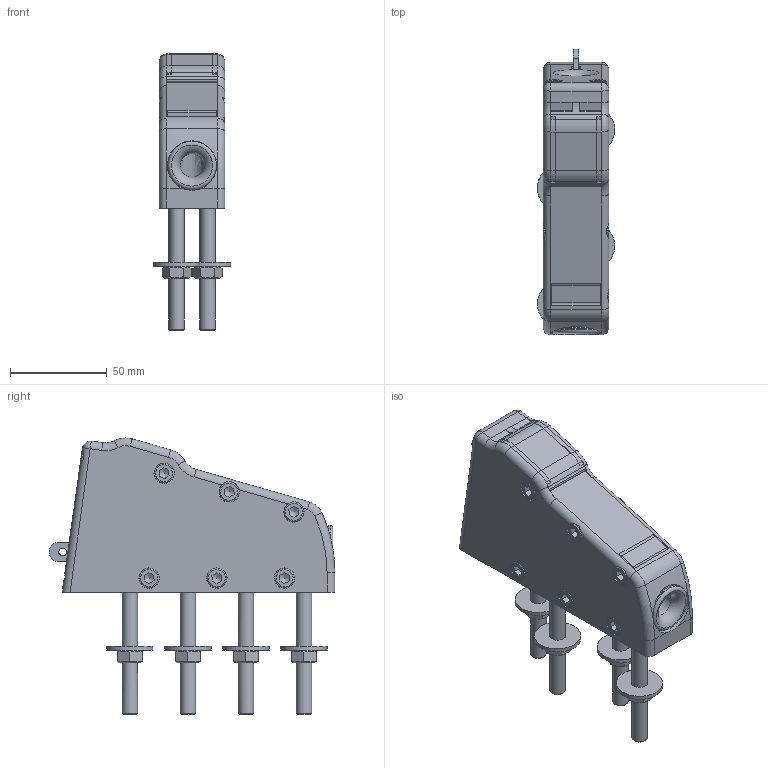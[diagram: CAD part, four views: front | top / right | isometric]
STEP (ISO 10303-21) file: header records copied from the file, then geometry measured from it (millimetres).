
FILE_DESCRIPTION(/* description */ (''),/* implementation_level */ '2;1');
FILE_NAME(/* name */ '505.102.stp',/* time_stamp */ '2016-11-09T13:45:35+01:00',/* author */ ('nicola'),/* organization */ (''),/* preprocessor_version */ 'ST-DEVELOPER v16.1',/* originating_system */ 'Autodesk Inventor 2016',/* authorisation */ '');
FILE_SCHEMA (('AUTOMOTIVE_DESIGN { 1 0 10303 214 3 1 1 }'));
Length unit declared in the file: millimetre
Products named in the file (1): 505.102
Bounding box: 39.97 x 147.69 x 142.69 mm (x, y, z)
Volume: 288324.6 mm3; surface area: 55072 mm2
Topology: 1 solids, 5 shells, 367 faces, 885 edges, 574 vertices
Faces by surface type: plane 214, cylinder 94, torus 29, cone 27, sphere 2, bspline 1
Full cylindrical faces by diameter (mm): 4 x1, 6.647 x4, 8 x8, 8.4 x4, 8.5 x2, 9 x2, 10 x12, 10.5 x12, 24 x4, 25 x1, 25.5 x1
Entity records: 10008 total; most frequent: CARTESIAN_POINT 2210, DIRECTION 1594, ORIENTED_EDGE 1516, EDGE_CURVE 758, AXIS2_PLACEMENT_3D 623, VERTEX_POINT 541, EDGE_LOOP 511, FACE_OUTER_BOUND 367
